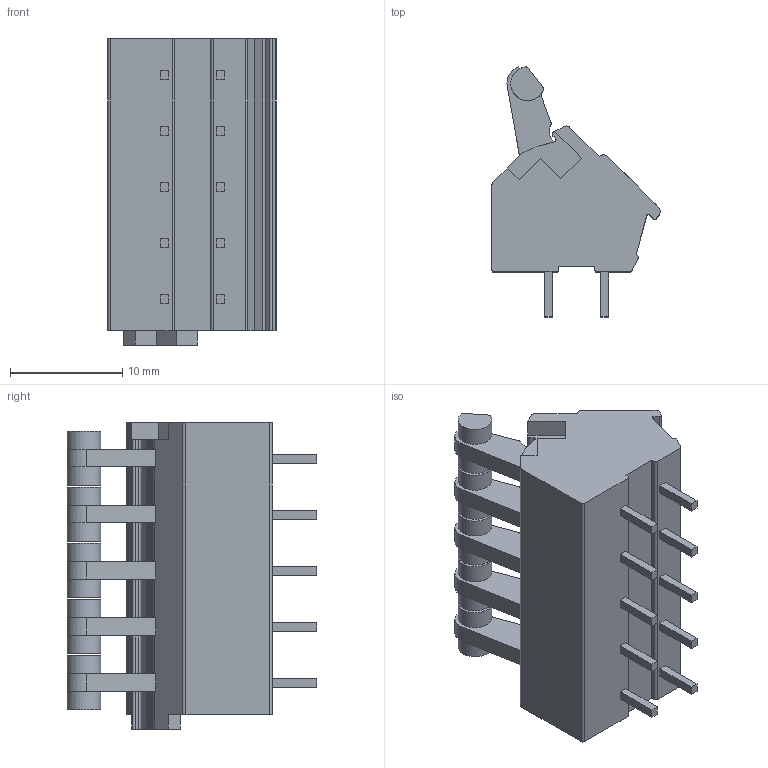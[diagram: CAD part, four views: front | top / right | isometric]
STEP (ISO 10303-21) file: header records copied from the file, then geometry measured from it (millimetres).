
FILE_DESCRIPTION((''),'2;1');
FILE_NAME('PRT0001','2024-10-15T09:56:40',('tluser'),(''),'CREO PARAMETRIC BY PTC INC, 2018100','CREO PARAMETRIC BY PTC INC, 2018100','');
FILE_SCHEMA(('CONFIG_CONTROL_DESIGN'));
Length unit declared in the file: millimetre
Products named in the file (1): PRT0001
Bounding box: 15 x 22.27 x 27.3 mm (x, y, z)
Volume: 3569.4 mm3; surface area: 2437 mm2
Topology: 1 solids, 1 shells, 408 faces, 1043 edges, 652 vertices
Faces by surface type: plane 193, cylinder 165, bspline 25, sphere 10, torus 10, cone 5
Entity records: 14285 total; most frequent: CARTESIAN_POINT 4453, ORIENTED_EDGE 2086, DIRECTION 1994, EDGE_CURVE 1043, VECTOR 668, LINE 668, AXIS2_PLACEMENT_3D 663, VERTEX_POINT 652
